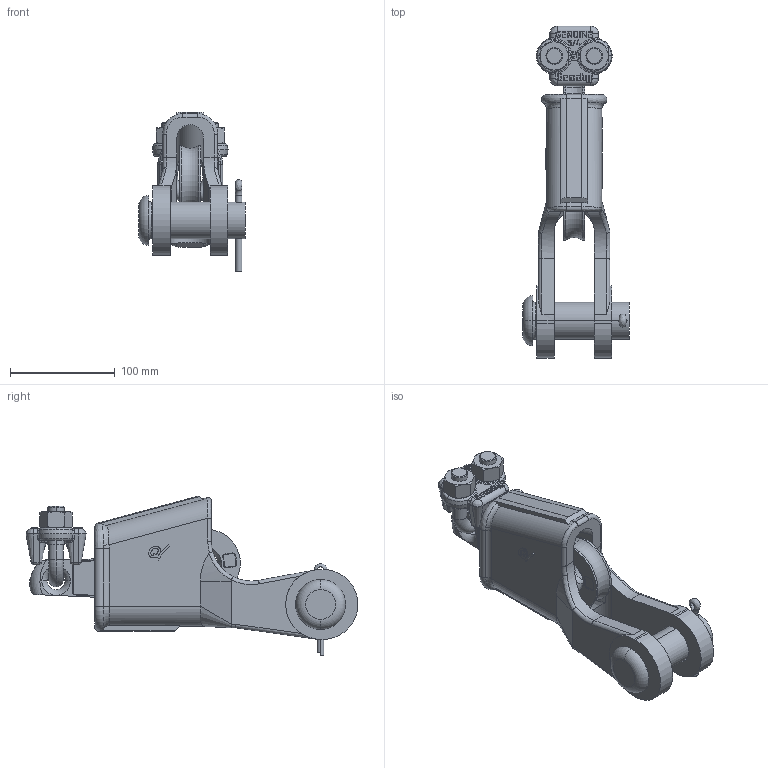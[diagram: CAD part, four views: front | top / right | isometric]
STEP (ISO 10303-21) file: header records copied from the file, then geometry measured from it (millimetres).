
FILE_DESCRIPTION((''),'2;1');
FILE_NAME('CROSBY_421T_075_1035027','2005-03-16T',('ADoughty'),('The Crosby Group, Inc.'),'PRO/ENGINEER BY PARAMETRIC TECHNOLOGY CORPORATION, 2004090','PRO/ENGINEER BY PARAMETRIC TECHNOLOGY CORPORATION, 2004090','');
FILE_SCHEMA(('CONFIG_CONTROL_DESIGN'));
Length unit declared in the file: inch
Products named in the file (1): CROSBY_421T_075_1035027
Bounding box: 101.6 x 316.17 x 151.94 mm (x, y, z)
Volume: 933247.9 mm3; surface area: 171273.7 mm2
Topology: 4 solids, 4 shells, 865 faces, 2256 edges, 1417 vertices
Faces by surface type: plane 410, cylinder 153, torus 86, bspline 80, extrusion 78, cone 50, sphere 8
Entity records: 33287 total; most frequent: CARTESIAN_POINT 12898, ORIENTED_EDGE 4496, DIRECTION 3812, EDGE_CURVE 2248, VERTEX_POINT 1417, VECTOR 1324, LINE 1246, AXIS2_PLACEMENT_3D 1244
